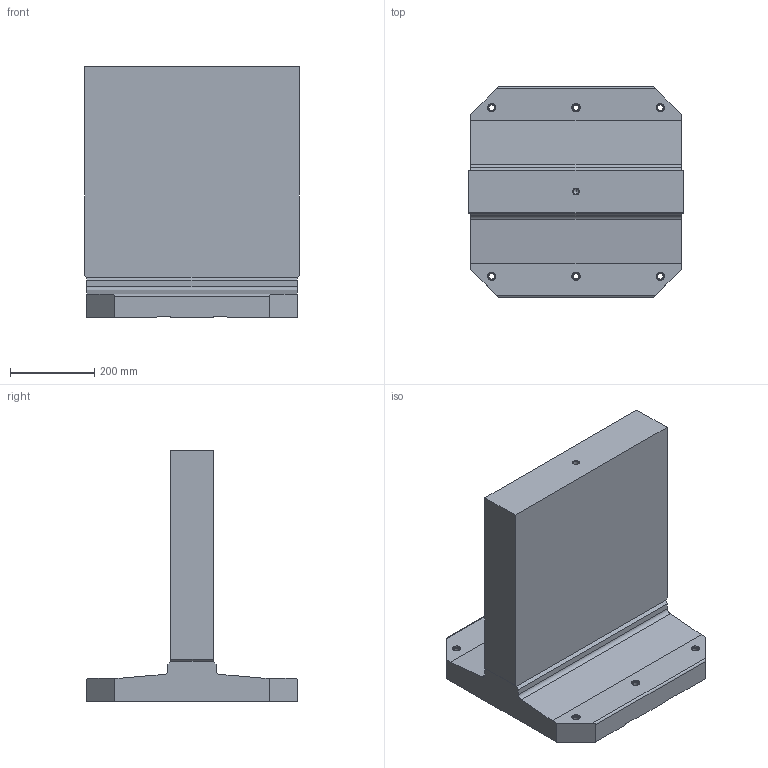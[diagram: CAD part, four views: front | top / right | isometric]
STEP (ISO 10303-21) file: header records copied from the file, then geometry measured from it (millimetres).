
FILE_DESCRIPTION(('STEP AP214'),'1');
FILE_NAME(' ',' ',('TraceParts'),('TraceParts S.A.'),'XStep 1.0',' ',' ');
FILE_SCHEMA(('automotive_design'));
Length unit declared in the file: millimetre
Products named in the file (1): 1
Bounding box: 510 x 500 x 595 mm (x, y, z)
Volume: 41679577.6 mm3; surface area: 1250770.7 mm2
Topology: 1 solids, 1 shells, 101 faces, 250 edges, 159 vertices
Faces by surface type: cylinder 44, plane 41, cone 16
Entity records: 5885 total; most frequent: DIRECTION 546, CARTESIAN_POINT 523, STYLED_ITEM 509, PRESENTATION_STYLE_ASSIGNMENT 509, COLOUR_RGB 509, ORIENTED_EDGE 496, EDGE_CURVE 248, CURVE_STYLE 248
